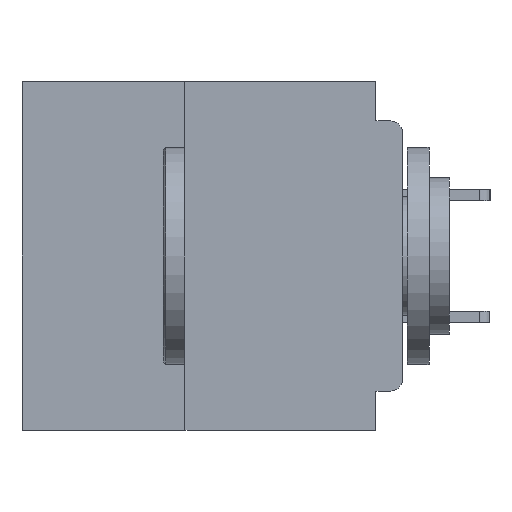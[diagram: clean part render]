
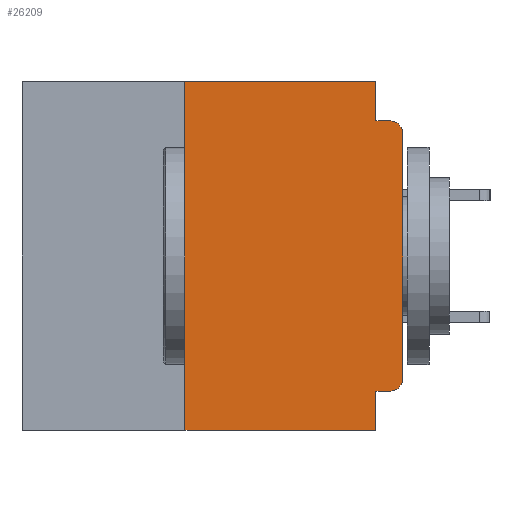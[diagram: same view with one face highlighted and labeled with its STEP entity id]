
A CAD part, left-side view. The second image highlights one B-rep face of the part: STEP entity #26209.
In plain terms, the highlighted planar face has unit normal (-1, 0, 0).
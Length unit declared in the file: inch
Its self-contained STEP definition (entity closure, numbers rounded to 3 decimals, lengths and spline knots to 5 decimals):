
#621 = DIRECTION ( 'NONE',  ( -1., 0., 0. ) ) ;
#1153 = CARTESIAN_POINT ( 'NONE',  ( 0., 0., -0.06 ) ) ;
#5275 = CARTESIAN_POINT ( 'NONE',  ( 0., 0.25, -0.4 ) ) ;
#6468 = ORIENTED_EDGE ( 'NONE', *, *, #10551, .F. ) ;
#6802 = VECTOR ( 'NONE', #36355, 39.37008 ) ;
#7927 = EDGE_CURVE ( 'NONE', #10681, #11155, #60241, .T. ) ;
#8890 = CARTESIAN_POINT ( 'NONE',  ( 0., 0.015, -0.06 ) ) ;
#9493 = CARTESIAN_POINT ( 'NONE',  ( 0., 0., -0.355 ) ) ;
#9711 = DIRECTION ( 'NONE',  ( 0., 0., 1. ) ) ;
#10551 = EDGE_CURVE ( 'NONE', #48338, #58684, #23959, .T. ) ;
#10666 = CARTESIAN_POINT ( 'NONE',  ( 0., 0.25, 0. ) ) ;
#10681 = VERTEX_POINT ( 'NONE', #10666 ) ;
#11083 = CARTESIAN_POINT ( 'NONE',  ( 0., 0.437, 0. ) ) ;
#11104 = CARTESIAN_POINT ( 'NONE',  ( 0., 0.437, -0.4 ) ) ;
#11155 = VERTEX_POINT ( 'NONE', #59334 ) ;
#12291 = VERTEX_POINT ( 'NONE', #5275 ) ;
#12407 = VECTOR ( 'NONE', #49231, 39.37008 ) ;
#13079 = VERTEX_POINT ( 'NONE', #1153 ) ;
#13862 = VERTEX_POINT ( 'NONE', #63175 ) ;
#14325 = DIRECTION ( 'NONE',  ( 0., 0., -1. ) ) ;
#15950 = EDGE_CURVE ( 'NONE', #48338, #31979, #26628, .T. ) ;
#16290 = CARTESIAN_POINT ( 'NONE',  ( 0., 0.031, -0.355 ) ) ;
#16506 = DIRECTION ( 'NONE',  ( 0., 0., -1. ) ) ;
#17817 = DIRECTION ( 'NONE',  ( 0., 0., -1. ) ) ;
#19341 = VECTOR ( 'NONE', #43076, 39.37008 ) ;
#20508 = CARTESIAN_POINT ( 'NONE',  ( 0., 0., 0. ) ) ;
#23029 = EDGE_CURVE ( 'NONE', #12291, #27519, #33533, .T. ) ;
#23180 = DIRECTION ( 'NONE',  ( 0., -1., 0. ) ) ;
#23396 = ORIENTED_EDGE ( 'NONE', *, *, #15950, .T. ) ;
#23959 = LINE ( 'NONE', #9493, #48984 ) ;
#25721 = VERTEX_POINT ( 'NONE', #60107 ) ;
#26209 = ADVANCED_FACE ( 'NONE', ( #39831 ), #43067, .F. ) ;
#26628 = CIRCLE ( 'NONE', #48591, 0.015 ) ;
#27519 = VERTEX_POINT ( 'NONE', #48497 ) ;
#27914 = ORIENTED_EDGE ( 'NONE', *, *, #39209, .F. ) ;
#29556 = VECTOR ( 'NONE', #23180, 39.37008 ) ;
#30162 = DIRECTION ( 'NONE',  ( 0., -1., 0. ) ) ;
#30595 = ORIENTED_EDGE ( 'NONE', *, *, #49733, .F. ) ;
#30930 = ORIENTED_EDGE ( 'NONE', *, *, #38270, .F. ) ;
#30987 = CARTESIAN_POINT ( 'NONE',  ( 0., 0.25, -0.4 ) ) ;
#31523 = CIRCLE ( 'NONE', #43814, 0.015 ) ;
#31945 = VECTOR ( 'NONE', #30162, 39.37008 ) ;
#31979 = VERTEX_POINT ( 'NONE', #39629 ) ;
#32729 = CARTESIAN_POINT ( 'NONE',  ( 0., 0.015, -0.34 ) ) ;
#33533 = LINE ( 'NONE', #11104, #19341 ) ;
#35676 = EDGE_CURVE ( 'NONE', #13079, #25721, #31523, .T. ) ;
#36355 = DIRECTION ( 'NONE',  ( 0., 0., 1. ) ) ;
#36953 = LINE ( 'NONE', #30987, #6802 ) ;
#38062 = DIRECTION ( 'NONE',  ( 0., 0., -1. ) ) ;
#38270 = EDGE_CURVE ( 'NONE', #13862, #25721, #68658, .T. ) ;
#39209 = EDGE_CURVE ( 'NONE', #12291, #10681, #36953, .T. ) ;
#39629 = CARTESIAN_POINT ( 'NONE',  ( 0., 0., -0.34 ) ) ;
#39831 = FACE_OUTER_BOUND ( 'NONE', #45834, .T. ) ;
#40788 = LINE ( 'NONE', #54616, #12407 ) ;
#40939 = EDGE_CURVE ( 'NONE', #31979, #13079, #46017, .T. ) ;
#41911 = VECTOR ( 'NONE', #17817, 39.37008 ) ;
#42420 = EDGE_CURVE ( 'NONE', #58684, #27519, #40788, .T. ) ;
#43067 = PLANE ( 'NONE',  #47380 ) ;
#43076 = DIRECTION ( 'NONE',  ( 0., -1., 0. ) ) ;
#43814 = AXIS2_PLACEMENT_3D ( 'NONE', #8890, #46294, #14325 ) ;
#45834 = EDGE_LOOP ( 'NONE', ( #57633, #57688, #30930, #30595, #64980, #27914, #51256, #50059, #6468, #23396 ) ) ;
#46017 = LINE ( 'NONE', #20508, #58494 ) ;
#46294 = DIRECTION ( 'NONE',  ( -1., 0., 0. ) ) ;
#47101 = CARTESIAN_POINT ( 'NONE',  ( 0., 0.015, -0.355 ) ) ;
#47380 = AXIS2_PLACEMENT_3D ( 'NONE', #11083, #48432, #16506 ) ;
#48338 = VERTEX_POINT ( 'NONE', #47101 ) ;
#48432 = DIRECTION ( 'NONE',  ( 1., 0., 0. ) ) ;
#48497 = CARTESIAN_POINT ( 'NONE',  ( 0., 0.031, -0.4 ) ) ;
#48591 = AXIS2_PLACEMENT_3D ( 'NONE', #32729, #621, #38062 ) ;
#48984 = VECTOR ( 'NONE', #62872, 39.37008 ) ;
#49231 = DIRECTION ( 'NONE',  ( 0., 0., -1. ) ) ;
#49733 = EDGE_CURVE ( 'NONE', #11155, #13862, #56096, .T. ) ;
#50059 = ORIENTED_EDGE ( 'NONE', *, *, #42420, .F. ) ;
#51256 = ORIENTED_EDGE ( 'NONE', *, *, #23029, .T. ) ;
#54616 = CARTESIAN_POINT ( 'NONE',  ( 0., 0.031, -0.4 ) ) ;
#55115 = CARTESIAN_POINT ( 'NONE',  ( 0., 0.031, 0. ) ) ;
#56096 = LINE ( 'NONE', #55115, #41911 ) ;
#57633 = ORIENTED_EDGE ( 'NONE', *, *, #40939, .T. ) ;
#57688 = ORIENTED_EDGE ( 'NONE', *, *, #35676, .T. ) ;
#58494 = VECTOR ( 'NONE', #9711, 39.37008 ) ;
#58684 = VERTEX_POINT ( 'NONE', #16290 ) ;
#59334 = CARTESIAN_POINT ( 'NONE',  ( 0., 0.031, 0. ) ) ;
#60107 = CARTESIAN_POINT ( 'NONE',  ( 0., 0.015, -0.045 ) ) ;
#60241 = LINE ( 'NONE', #67352, #31945 ) ;
#62872 = DIRECTION ( 'NONE',  ( 0., 1., 0. ) ) ;
#63175 = CARTESIAN_POINT ( 'NONE',  ( 0., 0.031, -0.045 ) ) ;
#64980 = ORIENTED_EDGE ( 'NONE', *, *, #7927, .F. ) ;
#65524 = CARTESIAN_POINT ( 'NONE',  ( 0., 0., -0.045 ) ) ;
#67352 = CARTESIAN_POINT ( 'NONE',  ( 0., 0.437, 0. ) ) ;
#68658 = LINE ( 'NONE', #65524, #29556 ) ;
